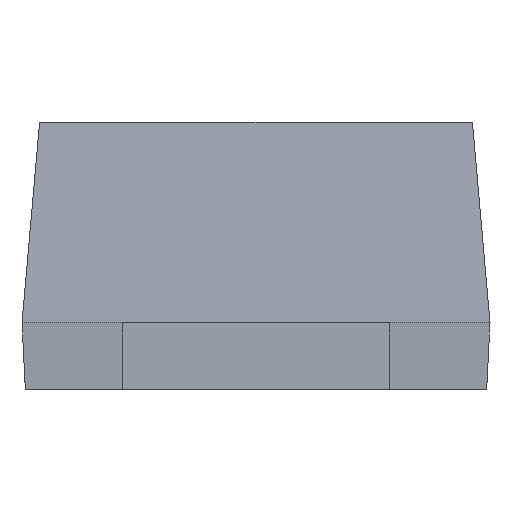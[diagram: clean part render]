
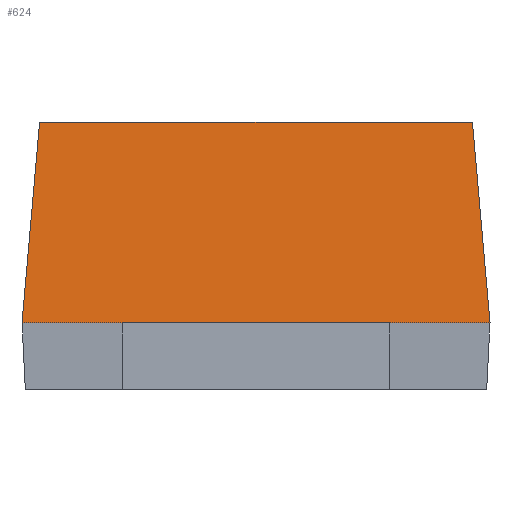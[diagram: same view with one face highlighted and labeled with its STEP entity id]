
A CAD part, front view. The second image highlights one B-rep face of the part: STEP entity #624.
In plain terms, the highlighted planar face has unit normal (0, -0.996, 0.087).
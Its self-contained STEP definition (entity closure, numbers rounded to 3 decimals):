
#30=FACE_OUTER_BOUND($,#69,.T.);
#69=EDGE_LOOP($,(#438,#439,#440,#441));
#119=LINE($,#909,#203);
#121=LINE($,#913,#205);
#122=LINE($,#915,#206);
#123=LINE($,#916,#207);
#203=VECTOR($,#739,0.605);
#205=VECTOR($,#743,1.295);
#206=VECTOR($,#744,0.605);
#207=VECTOR($,#745,1.4);
#282=VERTEX_POINT($,#906);
#283=VERTEX_POINT($,#908);
#284=VERTEX_POINT($,#912);
#285=VERTEX_POINT($,#914);
#343=EDGE_CURVE($,#282,#283,#119,.T.);
#345=EDGE_CURVE($,#282,#284,#121,.F.);
#346=EDGE_CURVE($,#284,#285,#122,.T.);
#347=EDGE_CURVE($,#283,#285,#123,.T.);
#438=ORIENTED_EDGE($,*,*,#345,.T.);
#439=ORIENTED_EDGE($,*,*,#346,.T.);
#440=ORIENTED_EDGE($,*,*,#347,.F.);
#441=ORIENTED_EDGE($,*,*,#343,.F.);
#585=PLANE($,#674);
#624=ADVANCED_FACE($,(#30),#585,.T.);
#674=AXIS2_PLACEMENT_3D($,#911,#741,#742);
#739=DIRECTION($,(0.087,-0.087,-0.992));
#741=DIRECTION('center_axis',(0.,-0.996,0.087));
#742=DIRECTION('ref_axis',(0.,-0.087,-0.996));
#743=DIRECTION($,(1.,0.,0.));
#744=DIRECTION($,(-0.087,-0.087,-0.992));
#745=DIRECTION($,(-1.,0.,0.));
#906=CARTESIAN_POINT('',(0.648,-0.798,0.8));
#908=CARTESIAN_POINT('',(0.7,-0.85,0.2));
#909=CARTESIAN_POINT($,(0.648,-0.798,0.8));
#911=CARTESIAN_POINT('Origin',(0.325,-0.815,0.6));
#912=CARTESIAN_POINT('',(-0.648,-0.798,0.8));
#913=CARTESIAN_POINT($,(-0.598,-0.798,0.8));
#914=CARTESIAN_POINT('',(-0.7,-0.85,0.2));
#915=CARTESIAN_POINT($,(-0.648,-0.798,0.8));
#916=CARTESIAN_POINT($,(0.65,-0.85,0.2));
